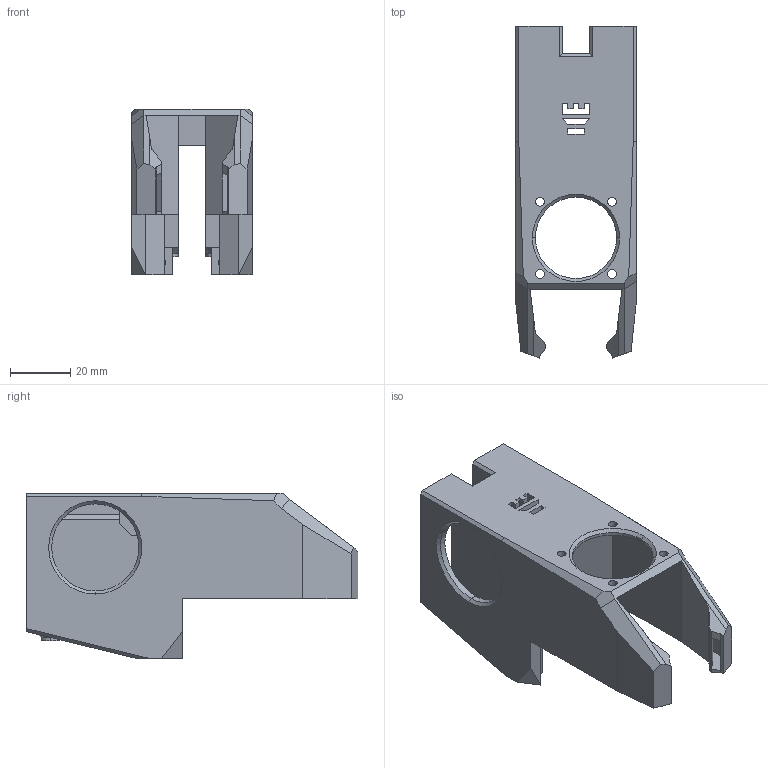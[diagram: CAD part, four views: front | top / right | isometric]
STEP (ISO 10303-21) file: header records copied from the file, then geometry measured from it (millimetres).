
FILE_DESCRIPTION (( 'STEP AP214' ), '1' );
FILE_NAME ('Rookery_4010_short_2020.stp', '2023-05-25T16:11:40', ( '' ), ( '' ), 'SwSTEP 2.0', 'SolidWorks 2020', '' );
FILE_SCHEMA (( 'AUTOMOTIVE_DESIGN' ));
Length unit declared in the file: millimetre
Products named in the file (1): Rookery_4010_short_2020
Bounding box: 40 x 110.33 x 55 mm (x, y, z)
Volume: 40503.8 mm3; surface area: 40448 mm2
Topology: 1 solids, 1 shells, 205 faces, 569 edges, 362 vertices
Faces by surface type: plane 169, cylinder 26, cone 10
Entity records: 6539 total; most frequent: CARTESIAN_POINT 1177, ORIENTED_EDGE 1138, DIRECTION 1039, EDGE_CURVE 569, LINE 503, VECTOR 503, VERTEX_POINT 362, AXIS2_PLACEMENT_3D 268
